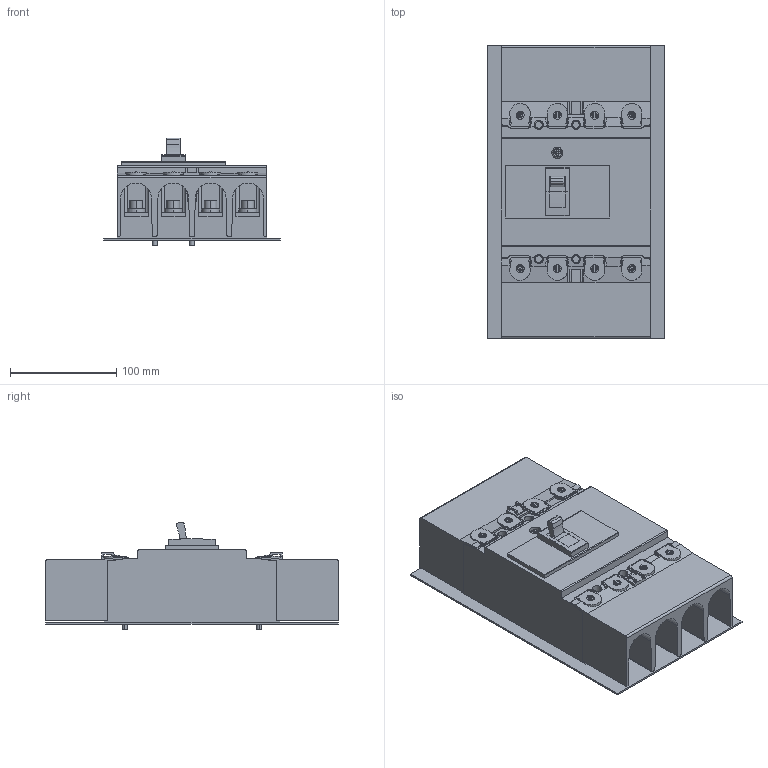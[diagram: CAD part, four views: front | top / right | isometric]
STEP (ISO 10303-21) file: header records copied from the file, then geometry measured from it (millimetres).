
FILE_DESCRIPTION(('CoCreate Modeling STEP Export'),'2;1');
FILE_NAME('ＰＶＳ２５０ＳＮＨ４Ｆ.stp','2016-03-30T 9:21:31',(''),(''),'CoCreate Modeling STEP processor for AP214 (Solid Model)','CoCreate Modeling 17.0 01-Apr-2010 (C) Parametric Technology GmbH','');
FILE_SCHEMA(('AUTOMOTIVE_DESIGN { 1 0 10303 214 1 1 1 1 }'));
Length unit declared in the file: millimetre
Products named in the file (9): P3.3; P6; P1; P4.4; P1.1; P2; P7.1; P7; ＰＶＳ２５０ＳＮＨ４Ｆ
Assembly tree (25 placements, depth 2):
  ＰＶＳ２５０ＳＮＨ４Ｆ
    P7
    P7.1
    P3.3  x8
    P4.4  x8
    P2
    P6  x4
    P1.1
    P1
Bounding box: 166 x 275 x 101.11 mm (x, y, z)
Volume: 1752922.2 mm3; surface area: 331795.1 mm2
Topology: 25 solids, 25 shells, 1201 faces, 3268 edges, 2160 vertices
Faces by surface type: plane 792, cylinder 373, bspline 16, torus 10, cone 10
Entity records: 39154 total; most frequent: CARTESIAN_POINT 12816, ORIENTED_EDGE 5852, DIRECTION 4925, EDGE_CURVE 2926, VECTOR 2085, LINE 2085, VERTEX_POINT 1934, AXIS2_PLACEMENT_3D 1420
